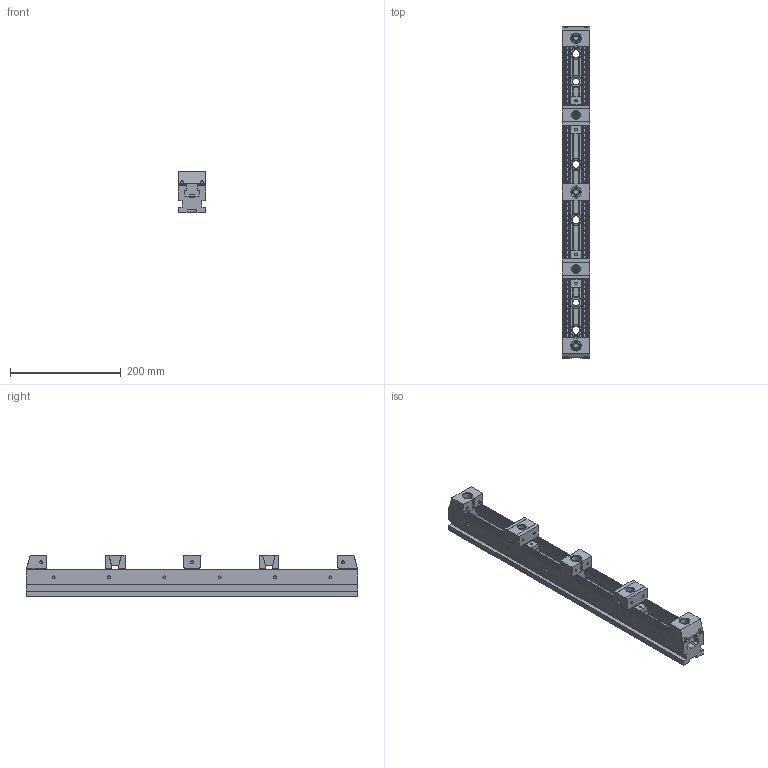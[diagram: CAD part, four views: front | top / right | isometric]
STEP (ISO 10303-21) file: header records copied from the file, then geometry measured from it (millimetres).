
FILE_DESCRIPTION( ( 'Unknown' ), '1' );
FILE_NAME( 'SVF-BE-5060-100(4).stp', 'Unknown', ( 'Unknown' ), ( 'Unknown' ), 'PSStep 17.0.49', 'Unknown', ' ' );
FILE_SCHEMA( ( 'AUTOMOTIVE_DESIGN { 1 0 10303 214 1 1 1 1 }' ) );
Length unit declared in the file: millimetre
Products named in the file (14): SVF-AB04-50; 1-SVF-AB04-50-2; 1-SVF-AB04-50-1; SVF-B02-50; 1-SVF-B02-50-1; 1-SVF-ABT-50-2; 3-SVF-B02-AB04-50; SVF-B03-50; 1-SVF-AB03-50-2; 1-SVF-B03-50-1; SVF-AB03-50; 1-SVF-AB03-50-1; Assem1; SVF-AB01-5060-100
Assembly tree (17 placements, depth 4):
  Assem1
    SVF-AB01-5060-100
    SVF-AB03-50  x2
      1-SVF-AB03-50-1
      1-SVF-AB03-50-2
    3-SVF-B02-AB04-50  x2
      SVF-AB04-50
        1-SVF-AB04-50-2
        1-SVF-AB04-50-1
      SVF-B02-50
        1-SVF-B02-50-1
        1-SVF-ABT-50-2
    SVF-B03-50
      1-SVF-AB03-50-2
      1-SVF-B03-50-1
Bounding box: 50 x 600 x 74.75 mm (x, y, z)
Volume: 1283610.6 mm3; surface area: 280270.9 mm2
Topology: 19 solids, 19 shells, 3361 faces, 9970 edges, 6644 vertices
Faces by surface type: plane 3109, cylinder 131, cone 121
Full cylindrical faces by diameter (mm): 3.3 x8, 4.2 x24, 5 x20, 5.4 x4, 5.5 x8, 6.8 x2, 7.5 x4, 8.5 x5, 9 x8, 11 x3, 12 x2, 14 x8, 17 x3, 20 x8
Entity records: 122098 total; most frequent: CARTESIAN_POINT 17948, ORIENTED_EDGE 17504, DIRECTION 15006, EDGE_CURVE 8752, LINE 8388, VECTOR 8388, VERTEX_POINT 5895, AXIS2_PLACEMENT_3D 3309
